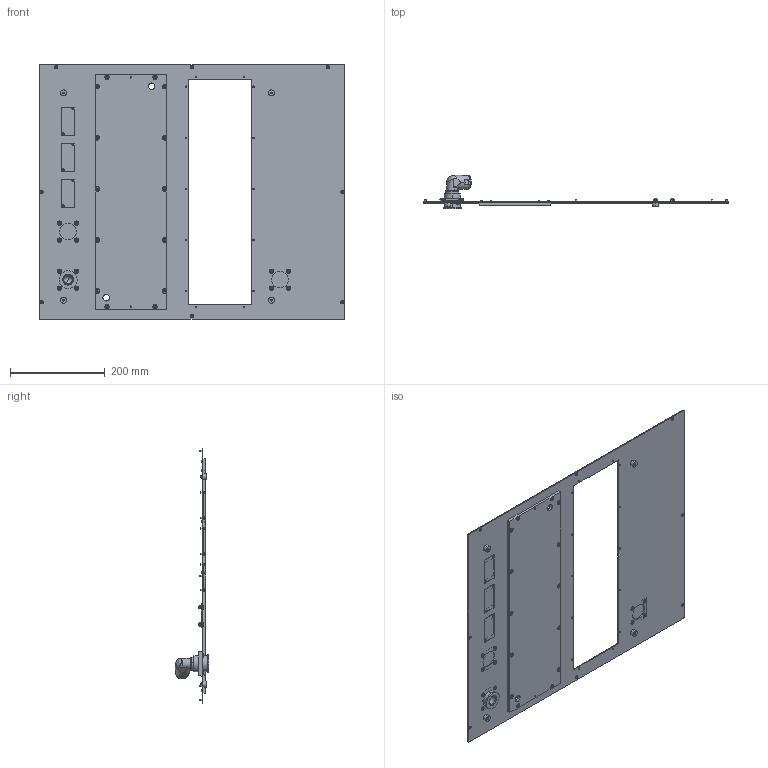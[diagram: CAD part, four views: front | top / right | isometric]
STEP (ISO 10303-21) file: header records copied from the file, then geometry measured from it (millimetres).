
FILE_DESCRIPTION (( 'STEP AP214' ), '1' );
FILE_NAME ('INGUN_113536~.STEP', '2022-10-18T11:39:32', ( '' ), ( '' ), 'SwSTEP 2.0', 'SolidWorks 2021', '' );
FILE_SCHEMA (( 'AUTOMOTIVE_DESIGN' ));
Length unit declared in the file: millimetre
Products named in the file (15): DIN934~n_M04,0; 8858~1; DIN7991~n_M03,0x006; 8859~3; ISO7380~n_M04,0x010; ISO7380~n_M03,0x006; 2487~6; 52685~0_S; 52242~2_S; 113733~0; 11657~0; DIN7991~n_M04,0x010; 19420~3; 53544~0_S; INGUN_113536~
Assembly tree (67 placements, depth 2):
  INGUN_113536~
    113733~0
    52685~0_S  x4
    53544~0_S
    8858~1
    19420~3
    11657~0
    2487~6  x3
    8859~3  x2
    DIN7991~n_M04,0x010  x26
    ISO7380~n_M04,0x010  x4
    DIN7991~n_M03,0x006  x8
    ISO7380~n_M03,0x006  x6
    DIN934~n_M04,0  x8
    52242~2_S
Bounding box: 646 x 70.4 x 538 mm (x, y, z)
Volume: 945938.2 mm3; surface area: 657135.3 mm2
Topology: 67 solids, 67 shells, 1848 faces, 4668 edges, 3009 vertices
Faces by surface type: cylinder 1181, cone 326, plane 319, torus 20, bspline 2
Entity records: 18704 total; most frequent: CARTESIAN_POINT 3208, DIRECTION 3164, ORIENTED_EDGE 2700, EDGE_CURVE 1350, AXIS2_PLACEMENT_3D 1293, VERTEX_POINT 873, EDGE_LOOP 723, CIRCLE 711
